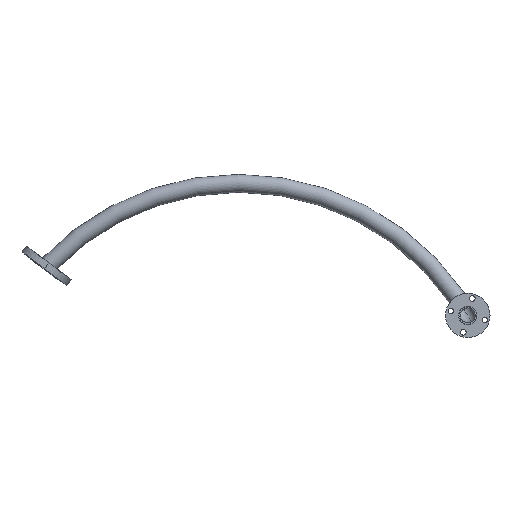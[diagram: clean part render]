
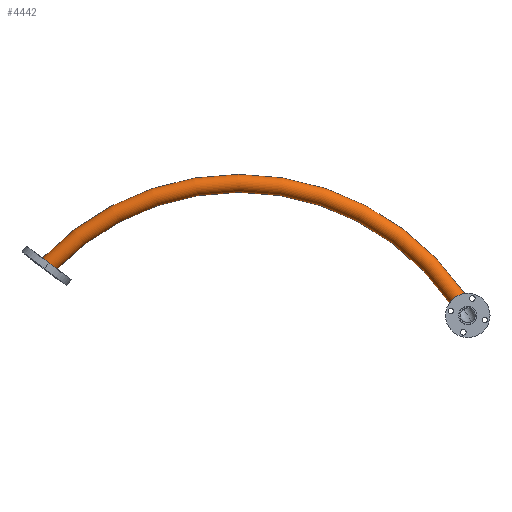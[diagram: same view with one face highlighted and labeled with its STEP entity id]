
A CAD part, front view. The second image highlights one B-rep face of the part: STEP entity #4442.
In plain terms, the highlighted toroidal (fillet/blend) face has major radius 715 mm and minor radius 24.15 mm.
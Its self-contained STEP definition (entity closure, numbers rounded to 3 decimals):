
#139 = DIRECTION ( 'NONE',  ( 0., -1., 0. ) ) ;
#184 = EDGE_CURVE ( 'NONE', #1587, #3399, #4484, .T. ) ;
#995 = CARTESIAN_POINT ( 'NONE',  ( -536.16, 0., 508.797 ) ) ;
#1441 = EDGE_CURVE ( 'NONE', #1968, #3399, #10676, .T. ) ;
#1587 = VERTEX_POINT ( 'NONE', #8473 ) ;
#1938 = AXIS2_PLACEMENT_3D ( 'NONE', #3032, #139, #3771 ) ;
#1968 = VERTEX_POINT ( 'NONE', #2192 ) ;
#2192 = CARTESIAN_POINT ( 'NONE',  ( 609.153, 0., 418.659 ) ) ;
#2220 = EDGE_CURVE ( 'NONE', #1968, #6513, #7761, .T. ) ;
#2595 = DIRECTION ( 'NONE',  ( 0.566, 0., -0.824 ) ) ;
#3032 = CARTESIAN_POINT ( 'NONE',  ( 0., 0., 0. ) ) ;
#3173 = DIRECTION ( 'NONE',  ( -0.725, 0., 0.688 ) ) ;
#3249 = DIRECTION ( 'NONE',  ( 0., 0., -1. ) ) ;
#3399 = VERTEX_POINT ( 'NONE', #995 ) ;
#3751 = ORIENTED_EDGE ( 'NONE', *, *, #1441, .T. ) ;
#3771 = DIRECTION ( 'NONE',  ( 0., 0., -1. ) ) ;
#4072 = DIRECTION ( 'NONE',  ( 0., 0., -1. ) ) ;
#4279 = AXIS2_PLACEMENT_3D ( 'NONE', #4402, #5978, #3173 ) ;
#4402 = CARTESIAN_POINT ( 'NONE',  ( -518.643, 0., 492.174 ) ) ;
#4442 = ADVANCED_FACE ( 'NONE', ( #11609 ), #7006, .T. ) ;
#4484 = CIRCLE ( 'NONE', #4279, 24.15 ) ;
#4842 = AXIS2_PLACEMENT_3D ( 'NONE', #7951, #11668, #3249 ) ;
#4955 = EDGE_LOOP ( 'NONE', ( #10536, #3751, #11238, #11078 ) ) ;
#5106 = DIRECTION ( 'NONE',  ( 0., -1., 0. ) ) ;
#5288 = CIRCLE ( 'NONE', #9960, 690.85 ) ;
#5978 = DIRECTION ( 'NONE',  ( -0.688, 0., -0.725 ) ) ;
#6513 = VERTEX_POINT ( 'NONE', #8635 ) ;
#6595 = AXIS2_PLACEMENT_3D ( 'NONE', #9826, #2595, #7096 ) ;
#7006 = TOROIDAL_SURFACE ( 'NONE', #4842, 715., 24.15 ) ;
#7096 = DIRECTION ( 'NONE',  ( -0.824, 0., -0.566 ) ) ;
#7761 = CIRCLE ( 'NONE', #6595, 24.15 ) ;
#7951 = CARTESIAN_POINT ( 'NONE',  ( 0., 0., 0. ) ) ;
#8095 = EDGE_CURVE ( 'NONE', #6513, #1587, #5288, .T. ) ;
#8473 = CARTESIAN_POINT ( 'NONE',  ( -501.125, 0., 475.55 ) ) ;
#8635 = CARTESIAN_POINT ( 'NONE',  ( 569.348, 0., 391.302 ) ) ;
#9615 = CARTESIAN_POINT ( 'NONE',  ( 0., 0., 0. ) ) ;
#9826 = CARTESIAN_POINT ( 'NONE',  ( 589.25, 0., 404.98 ) ) ;
#9960 = AXIS2_PLACEMENT_3D ( 'NONE', #9615, #5106, #4072 ) ;
#10536 = ORIENTED_EDGE ( 'NONE', *, *, #2220, .F. ) ;
#10676 = CIRCLE ( 'NONE', #1938, 739.15 ) ;
#11078 = ORIENTED_EDGE ( 'NONE', *, *, #8095, .F. ) ;
#11238 = ORIENTED_EDGE ( 'NONE', *, *, #184, .F. ) ;
#11609 = FACE_OUTER_BOUND ( 'NONE', #4955, .T. ) ;
#11668 = DIRECTION ( 'NONE',  ( 0., -1., 0. ) ) ;
